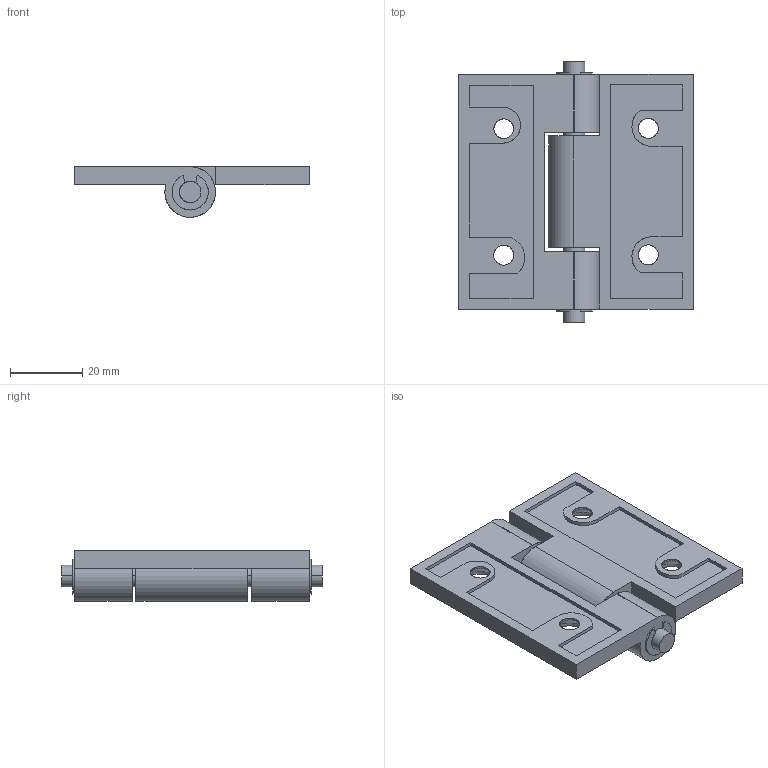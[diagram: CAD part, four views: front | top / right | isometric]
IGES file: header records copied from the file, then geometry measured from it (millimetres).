
Start section: SolidWorks IGES file using analytic representation for surfaces
Global section: file name: 200-3.IGS; native system: SolidWorks 2006 by SolidWorks Corporation; preprocessor: SolidWorks 2006 by SolidWorks Corporation; author: Deathkiller; date: 080620.093629; units: millimetre
Bounding box: 65 x 72 x 14 mm (x, y, z)
Surface area: 14897.7 mm2 (no closed solid volume)
Topology: 0 solids, 0 shells, 110 faces, 1584 edges, 1584 vertices
Faces by surface type: revolution 57, bspline 53
